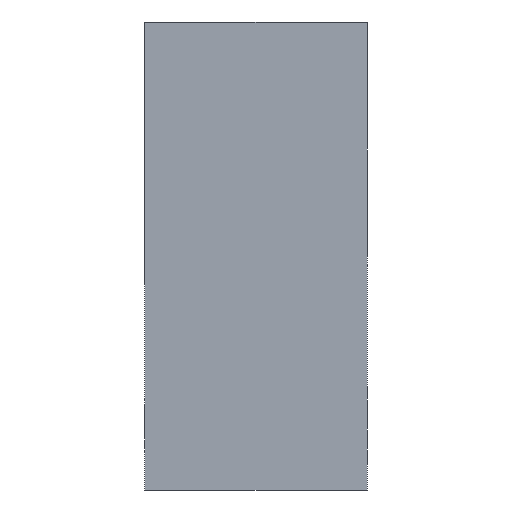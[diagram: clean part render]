
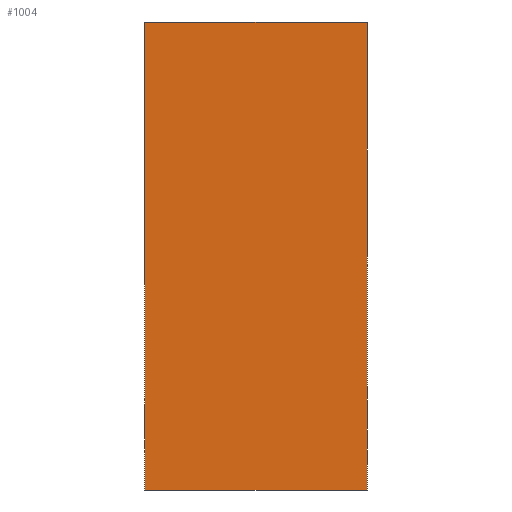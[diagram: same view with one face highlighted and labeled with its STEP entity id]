
A CAD part, front view. The second image highlights one B-rep face of the part: STEP entity #1004.
In plain terms, the highlighted planar face has unit normal (0, -1, 0).
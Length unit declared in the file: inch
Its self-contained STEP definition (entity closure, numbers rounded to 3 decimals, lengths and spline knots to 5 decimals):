
#5=DIRECTION('',(1.,0.,0.));
#6=VECTOR('',#5,1.188);
#7=CARTESIAN_POINT('',(0.,-3.625,0.));
#8=LINE('',#7,#6);
#221=DIRECTION('',(0.,0.,1.));
#222=VECTOR('',#221,2.5);
#223=CARTESIAN_POINT('',(1.188,-3.625,0.));
#224=LINE('',#223,#222);
#265=DIRECTION('',(0.,0.,1.));
#266=VECTOR('',#265,2.5);
#267=CARTESIAN_POINT('',(0.,-3.625,0.));
#268=LINE('',#267,#266);
#281=DIRECTION('',(1.,0.,0.));
#282=VECTOR('',#281,1.188);
#283=CARTESIAN_POINT('',(0.,-3.625,2.5));
#284=LINE('',#283,#282);
#766=CARTESIAN_POINT('',(0.,-3.625,0.));
#768=VERTEX_POINT('',#766);
#769=CARTESIAN_POINT('',(1.188,-3.625,0.));
#770=VERTEX_POINT('',#769);
#774=CARTESIAN_POINT('',(0.,-3.625,2.5));
#776=VERTEX_POINT('',#774);
#777=CARTESIAN_POINT('',(1.188,-3.625,2.5));
#778=VERTEX_POINT('',#777);
#992=CARTESIAN_POINT('',(0.,-3.625,0.));
#993=DIRECTION('',(0.,-1.,0.));
#994=DIRECTION('',(1.,0.,0.));
#995=AXIS2_PLACEMENT_3D('',#992,#993,#994);
#996=PLANE('',#995);
#997=ORIENTED_EDGE('',*,*,#874,.F.);
#998=ORIENTED_EDGE('',*,*,#893,.T.);
#1000=ORIENTED_EDGE('',*,*,#999,.T.);
#1001=ORIENTED_EDGE('',*,*,#960,.F.);
#1002=EDGE_LOOP('',(#997,#998,#1000,#1001));
#1003=FACE_OUTER_BOUND('',#1002,.F.);
#1004=ADVANCED_FACE('',(#1003),#996,.T.);
#874=EDGE_CURVE('',#768,#770,#8,.T.);
#893=EDGE_CURVE('',#768,#776,#268,.T.);
#960=EDGE_CURVE('',#770,#778,#224,.T.);
#999=EDGE_CURVE('',#776,#778,#284,.T.);
